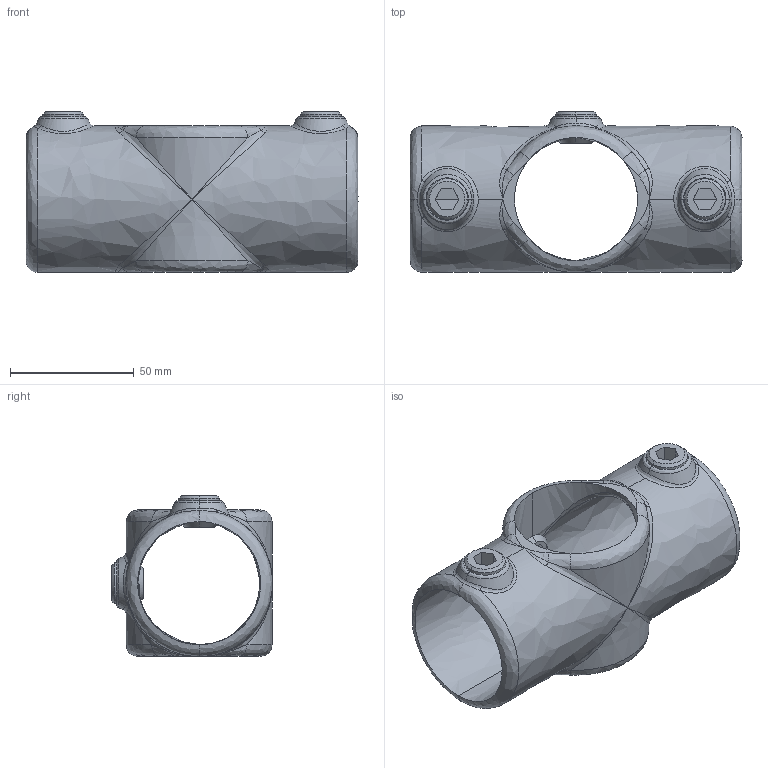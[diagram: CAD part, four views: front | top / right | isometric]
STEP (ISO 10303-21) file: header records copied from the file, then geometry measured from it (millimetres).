
FILE_DESCRIPTION (( 'STEP AP203' ), '1' );
FILE_NAME ('16119D.STEP', '2020-08-13T07:17:33', ( '' ), ( '' ), 'SwSTEP 2.0', 'SolidWorks 2018', '' );
FILE_SCHEMA (( 'CONFIG_CONTROL_DESIGN' ));
Length unit declared in the file: millimetre
Products named in the file (1): 16119D
Bounding box: 134 x 64.9 x 64.9 mm (x, y, z)
Volume: 101882.2 mm3; surface area: 48150.7 mm2
Topology: 4 solids, 4 shells, 139 faces, 358 edges, 194 vertices
Faces by surface type: bspline 139
Entity records: 13866 total; most frequent: CARTESIAN_POINT 11865, ORIENTED_EDGE 668, EDGE_CURVE 334, B_SPLINE_CURVE_WITH_KNOTS 249, VERTEX_POINT 194, EDGE_LOOP 148, FACE_OUTER_BOUND 139, ADVANCED_FACE 139
